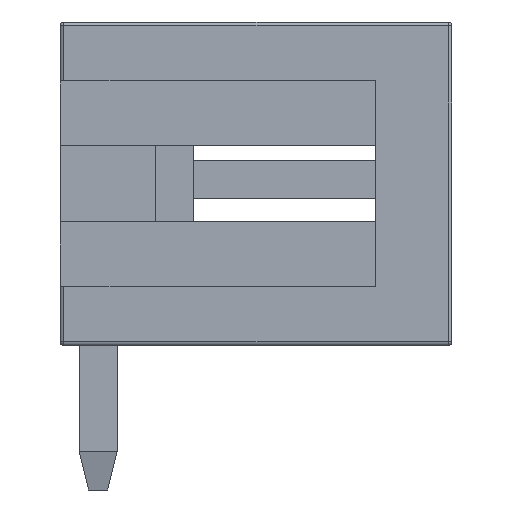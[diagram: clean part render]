
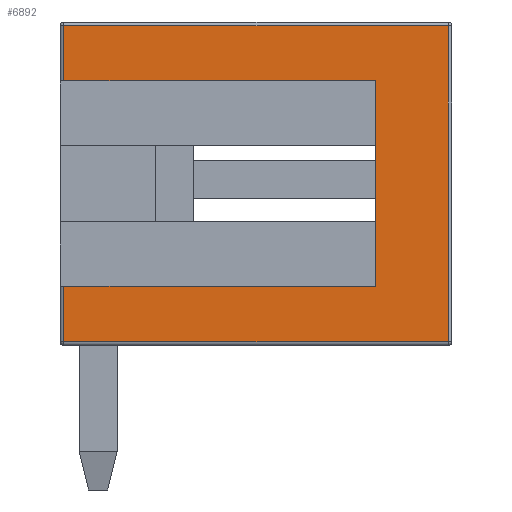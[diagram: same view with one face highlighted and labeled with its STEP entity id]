
A CAD part, left-side view. The second image highlights one B-rep face of the part: STEP entity #6892.
In plain terms, the highlighted planar face has unit normal (-1, 0, 0).
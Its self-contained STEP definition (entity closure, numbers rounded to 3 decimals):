
#3072 = VERTEX_POINT('',#3073);
#3073 = CARTESIAN_POINT('',(-2.8,0.9,0.1));
#3080 = EDGE_CURVE('',#3072,#3081,#3083,.T.);
#3081 = VERTEX_POINT('',#3082);
#3082 = CARTESIAN_POINT('',(-2.8,-9.2,0.1));
#3083 = LINE('',#3084,#3085);
#3084 = CARTESIAN_POINT('',(-2.8,1.,0.1));
#3085 = VECTOR('',#3086,1.);
#3086 = DIRECTION('',(0.,-1.,0.));
#6892 = ADVANCED_FACE('',(#6893),#6950,.F.);
#6893 = FACE_BOUND('',#6894,.F.);
#6894 = EDGE_LOOP('',(#6895,#6896,#6904,#6912,#6920,#6928,#6936,#6944));
#6895 = ORIENTED_EDGE('',*,*,#3080,.F.);
#6896 = ORIENTED_EDGE('',*,*,#6897,.F.);
#6897 = EDGE_CURVE('',#6898,#3072,#6900,.T.);
#6898 = VERTEX_POINT('',#6899);
#6899 = CARTESIAN_POINT('',(-2.8,0.9,1.55));
#6900 = LINE('',#6901,#6902);
#6901 = CARTESIAN_POINT('',(-2.8,0.9,8.5));
#6902 = VECTOR('',#6903,1.);
#6903 = DIRECTION('',(0.,0.,-1.));
#6904 = ORIENTED_EDGE('',*,*,#6905,.F.);
#6905 = EDGE_CURVE('',#6906,#6898,#6908,.T.);
#6906 = VERTEX_POINT('',#6907);
#6907 = CARTESIAN_POINT('',(-2.8,-7.3,1.55));
#6908 = LINE('',#6909,#6910);
#6909 = CARTESIAN_POINT('',(-2.8,-3.15,1.55));
#6910 = VECTOR('',#6911,1.);
#6911 = DIRECTION('',(0.,1.,0.));
#6912 = ORIENTED_EDGE('',*,*,#6913,.F.);
#6913 = EDGE_CURVE('',#6914,#6906,#6916,.T.);
#6914 = VERTEX_POINT('',#6915);
#6915 = CARTESIAN_POINT('',(-2.8,-7.3,6.95));
#6916 = LINE('',#6917,#6918);
#6917 = CARTESIAN_POINT('',(-2.8,-7.3,6.375));
#6918 = VECTOR('',#6919,1.);
#6919 = DIRECTION('',(0.,0.,-1.));
#6920 = ORIENTED_EDGE('',*,*,#6921,.F.);
#6921 = EDGE_CURVE('',#6922,#6914,#6924,.T.);
#6922 = VERTEX_POINT('',#6923);
#6923 = CARTESIAN_POINT('',(-2.8,0.9,6.95));
#6924 = LINE('',#6925,#6926);
#6925 = CARTESIAN_POINT('',(-2.8,5.15,6.95));
#6926 = VECTOR('',#6927,1.);
#6927 = DIRECTION('',(0.,-1.,0.));
#6928 = ORIENTED_EDGE('',*,*,#6929,.F.);
#6929 = EDGE_CURVE('',#6930,#6922,#6932,.T.);
#6930 = VERTEX_POINT('',#6931);
#6931 = CARTESIAN_POINT('',(-2.8,0.9,8.4));
#6932 = LINE('',#6933,#6934);
#6933 = CARTESIAN_POINT('',(-2.8,0.9,8.5));
#6934 = VECTOR('',#6935,1.);
#6935 = DIRECTION('',(0.,0.,-1.));
#6936 = ORIENTED_EDGE('',*,*,#6937,.T.);
#6937 = EDGE_CURVE('',#6930,#6938,#6940,.T.);
#6938 = VERTEX_POINT('',#6939);
#6939 = CARTESIAN_POINT('',(-2.8,-9.2,8.4));
#6940 = LINE('',#6941,#6942);
#6941 = CARTESIAN_POINT('',(-2.8,1.,8.4));
#6942 = VECTOR('',#6943,1.);
#6943 = DIRECTION('',(0.,-1.,0.));
#6944 = ORIENTED_EDGE('',*,*,#6945,.T.);
#6945 = EDGE_CURVE('',#6938,#3081,#6946,.T.);
#6946 = LINE('',#6947,#6948);
#6947 = CARTESIAN_POINT('',(-2.8,-9.2,8.5));
#6948 = VECTOR('',#6949,1.);
#6949 = DIRECTION('',(0.,0.,-1.));
#6950 = PLANE('',#6951);
#6951 = AXIS2_PLACEMENT_3D('',#6952,#6953,#6954);
#6952 = CARTESIAN_POINT('',(-2.8,1.,8.5));
#6953 = DIRECTION('',(1.,0.,0.));
#6954 = DIRECTION('',(0.,0.,-1.));
